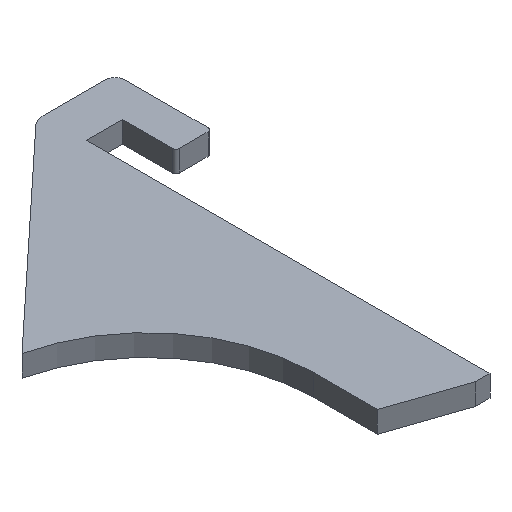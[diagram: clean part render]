
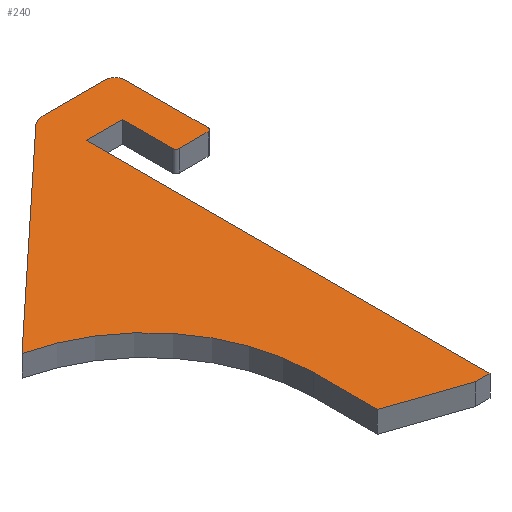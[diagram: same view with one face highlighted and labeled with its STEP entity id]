
A CAD part, isometric view. The second image highlights one B-rep face of the part: STEP entity #240.
In plain terms, the highlighted planar face has unit normal (0, 0, 1).
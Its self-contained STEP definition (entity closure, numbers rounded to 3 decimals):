
#1 = CARTESIAN_POINT ( 'NONE',  ( 91.1, 73., 6. ) ) ;
#8 = DIRECTION ( 'NONE',  ( 0., 0., 1. ) ) ;
#11 = CARTESIAN_POINT ( 'NONE',  ( 10.372, 45.328, 6. ) ) ;
#18 = DIRECTION ( 'NONE',  ( -1., 0., 0. ) ) ;
#22 = ORIENTED_EDGE ( 'NONE', *, *, #283, .T. ) ;
#23 = CARTESIAN_POINT ( 'NONE',  ( 82.1, 73., 6. ) ) ;
#37 = DIRECTION ( 'NONE',  ( 0., 0., -1. ) ) ;
#40 = VERTEX_POINT ( 'NONE', #368 ) ;
#51 = VERTEX_POINT ( 'NONE', #589 ) ;
#55 = ORIENTED_EDGE ( 'NONE', *, *, #349, .T. ) ;
#57 = CARTESIAN_POINT ( 'NONE',  ( 46.5, 0., 6. ) ) ;
#60 = CARTESIAN_POINT ( 'NONE',  ( 67., -25., 6. ) ) ;
#65 = VERTEX_POINT ( 'NONE', #23 ) ;
#66 = DIRECTION ( 'NONE',  ( 1., 0., 0. ) ) ;
#67 = VECTOR ( 'NONE', #160, 1000. ) ;
#69 = CARTESIAN_POINT ( 'NONE',  ( 0., 0., 6. ) ) ;
#79 = EDGE_CURVE ( 'NONE', #89, #405, #254, .T. ) ;
#87 = DIRECTION ( 'NONE',  ( 1., 0., 0. ) ) ;
#89 = VERTEX_POINT ( 'NONE', #556 ) ;
#91 = DIRECTION ( 'NONE',  ( -1., 0., 0. ) ) ;
#97 = PLANE ( 'NONE',  #342 ) ;
#102 = VERTEX_POINT ( 'NONE', #316 ) ;
#114 = EDGE_CURVE ( 'NONE', #150, #578, #281, .T. ) ;
#121 = CARTESIAN_POINT ( 'NONE',  ( 81.1, 88., 6. ) ) ;
#125 = CIRCLE ( 'NONE', #577, 46.5 ) ;
#129 = DIRECTION ( 'NONE',  ( -1., 0., 0. ) ) ;
#130 = CARTESIAN_POINT ( 'NONE',  ( 71., -25., 6. ) ) ;
#144 = VECTOR ( 'NONE', #486, 1000. ) ;
#150 = VERTEX_POINT ( 'NONE', #318 ) ;
#154 = ORIENTED_EDGE ( 'NONE', *, *, #449, .T. ) ;
#160 = DIRECTION ( 'NONE',  ( -0.731, -0.682, 0. ) ) ;
#167 = CARTESIAN_POINT ( 'NONE',  ( 71., -25., 6. ) ) ;
#174 = CARTESIAN_POINT ( 'NONE',  ( 91.1, 97., 6. ) ) ;
#181 = LINE ( 'NONE', #250, #247 ) ;
#182 = DIRECTION ( 'NONE',  ( 0., 0., 1. ) ) ;
#191 = FACE_OUTER_BOUND ( 'NONE', #400, .T. ) ;
#196 = LINE ( 'NONE', #580, #67 ) ;
#206 = CARTESIAN_POINT ( 'NONE',  ( 70.97, 95., 6. ) ) ;
#207 = VERTEX_POINT ( 'NONE', #557 ) ;
#212 = ORIENTED_EDGE ( 'NONE', *, *, #253, .T. ) ;
#213 = CIRCLE ( 'NONE', #488, 5. ) ;
#214 = LINE ( 'NONE', #326, #251 ) ;
#231 = LINE ( 'NONE', #167, #237 ) ;
#237 = VECTOR ( 'NONE', #424, 1000. ) ;
#240 = ADVANCED_FACE ( 'NONE', ( #191 ), #97, .F. ) ;
#242 = CARTESIAN_POINT ( 'NONE',  ( 88.1, 97., 6. ) ) ;
#243 = DIRECTION ( 'NONE',  ( -1., 0., 0. ) ) ;
#247 = VECTOR ( 'NONE', #572, 1000. ) ;
#250 = CARTESIAN_POINT ( 'NONE',  ( 46.5, -18., 6. ) ) ;
#251 = VECTOR ( 'NONE', #87, 1000. ) ;
#253 = EDGE_CURVE ( 'NONE', #579, #207, #552, .T. ) ;
#254 = CIRCLE ( 'NONE', #300, 1. ) ;
#256 = LINE ( 'NONE', #60, #442 ) ;
#257 = AXIS2_PLACEMENT_3D ( 'NONE', #396, #398, #18 ) ;
#260 = ORIENTED_EDGE ( 'NONE', *, *, #382, .T. ) ;
#262 = LINE ( 'NONE', #346, #144 ) ;
#278 = ORIENTED_EDGE ( 'NONE', *, *, #356, .T. ) ;
#280 = DIRECTION ( 'NONE',  ( 0., 1., 0. ) ) ;
#281 = LINE ( 'NONE', #121, #601 ) ;
#283 = EDGE_CURVE ( 'NONE', #591, #381, #196, .T. ) ;
#284 = CARTESIAN_POINT ( 'NONE',  ( 0., 0., 6. ) ) ;
#296 = CARTESIAN_POINT ( 'NONE',  ( 71., 88., 6. ) ) ;
#298 = DIRECTION ( 'NONE',  ( -1., 0., 0. ) ) ;
#300 = AXIS2_PLACEMENT_3D ( 'NONE', #509, #182, #129 ) ;
#307 = ORIENTED_EDGE ( 'NONE', *, *, #407, .T. ) ;
#312 = VECTOR ( 'NONE', #280, 1000. ) ;
#314 = VECTOR ( 'NONE', #582, 1000. ) ;
#315 = EDGE_CURVE ( 'NONE', #40, #591, #213, .T. ) ;
#316 = CARTESIAN_POINT ( 'NONE',  ( 67., -25., 6. ) ) ;
#318 = CARTESIAN_POINT ( 'NONE',  ( 81.1, 88., 6. ) ) ;
#325 = DIRECTION ( 'NONE',  ( 0., 0., -1. ) ) ;
#326 = CARTESIAN_POINT ( 'NONE',  ( 81.1, 73., 6. ) ) ;
#327 = CIRCLE ( 'NONE', #257, 1. ) ;
#338 = CARTESIAN_POINT ( 'NONE',  ( 91.1, 74., 6. ) ) ;
#340 = EDGE_CURVE ( 'NONE', #207, #102, #181, .T. ) ;
#341 = LINE ( 'NONE', #432, #314 ) ;
#342 = AXIS2_PLACEMENT_3D ( 'NONE', #284, #37, #91 ) ;
#346 = CARTESIAN_POINT ( 'NONE',  ( 71., 88., 6. ) ) ;
#349 = EDGE_CURVE ( 'NONE', #380, #150, #262, .T. ) ;
#352 = DIRECTION ( 'NONE',  ( 0., -1., 0. ) ) ;
#356 = EDGE_CURVE ( 'NONE', #532, #51, #435, .T. ) ;
#367 = EDGE_CURVE ( 'NONE', #578, #65, #327, .T. ) ;
#368 = CARTESIAN_POINT ( 'NONE',  ( 70.97, 100., 6. ) ) ;
#374 = AXIS2_PLACEMENT_3D ( 'NONE', #242, #439, #298 ) ;
#380 = VERTEX_POINT ( 'NONE', #296 ) ;
#381 = VERTEX_POINT ( 'NONE', #11 ) ;
#382 = EDGE_CURVE ( 'NONE', #102, #571, #256, .T. ) ;
#389 = ORIENTED_EDGE ( 'NONE', *, *, #453, .T. ) ;
#391 = EDGE_CURVE ( 'NONE', #405, #532, #546, .T. ) ;
#392 = ORIENTED_EDGE ( 'NONE', *, *, #391, .T. ) ;
#396 = CARTESIAN_POINT ( 'NONE',  ( 82.1, 74., 6. ) ) ;
#398 = DIRECTION ( 'NONE',  ( 0., 0., 1. ) ) ;
#400 = EDGE_LOOP ( 'NONE', ( #433, #404, #389, #568, #392, #278, #307, #484, #22, #593, #212, #414, #260, #154, #55 ) ) ;
#404 = ORIENTED_EDGE ( 'NONE', *, *, #367, .T. ) ;
#405 = VERTEX_POINT ( 'NONE', #338 ) ;
#407 = EDGE_CURVE ( 'NONE', #51, #40, #341, .T. ) ;
#414 = ORIENTED_EDGE ( 'NONE', *, *, #340, .T. ) ;
#419 = DIRECTION ( 'NONE',  ( -1., 0., 0. ) ) ;
#424 = DIRECTION ( 'NONE',  ( 0., 1., 0. ) ) ;
#432 = CARTESIAN_POINT ( 'NONE',  ( 91.1, 100., 6. ) ) ;
#433 = ORIENTED_EDGE ( 'NONE', *, *, #114, .T. ) ;
#434 = VECTOR ( 'NONE', #352, 1000. ) ;
#435 = CIRCLE ( 'NONE', #374, 3. ) ;
#439 = DIRECTION ( 'NONE',  ( 0., 0., 1. ) ) ;
#442 = VECTOR ( 'NONE', #66, 1000. ) ;
#444 = EDGE_CURVE ( 'NONE', #381, #579, #125, .T. ) ;
#449 = EDGE_CURVE ( 'NONE', #571, #380, #231, .T. ) ;
#453 = EDGE_CURVE ( 'NONE', #65, #89, #214, .T. ) ;
#459 = CARTESIAN_POINT ( 'NONE',  ( 46.5, 0., 6. ) ) ;
#484 = ORIENTED_EDGE ( 'NONE', *, *, #315, .T. ) ;
#486 = DIRECTION ( 'NONE',  ( 1., 0., 0. ) ) ;
#488 = AXIS2_PLACEMENT_3D ( 'NONE', #206, #8, #243 ) ;
#508 = CARTESIAN_POINT ( 'NONE',  ( 81.1, 74., 6. ) ) ;
#509 = CARTESIAN_POINT ( 'NONE',  ( 90.1, 74., 6. ) ) ;
#532 = VERTEX_POINT ( 'NONE', #174 ) ;
#546 = LINE ( 'NONE', #1, #312 ) ;
#551 = DIRECTION ( 'NONE',  ( 0., -1., 0. ) ) ;
#552 = LINE ( 'NONE', #57, #434 ) ;
#556 = CARTESIAN_POINT ( 'NONE',  ( 90.1, 73., 6. ) ) ;
#557 = CARTESIAN_POINT ( 'NONE',  ( 46.5, -18., 6. ) ) ;
#568 = ORIENTED_EDGE ( 'NONE', *, *, #79, .T. ) ;
#571 = VERTEX_POINT ( 'NONE', #130 ) ;
#572 = DIRECTION ( 'NONE',  ( 0.946, -0.323, 0. ) ) ;
#577 = AXIS2_PLACEMENT_3D ( 'NONE', #69, #325, #419 ) ;
#578 = VERTEX_POINT ( 'NONE', #508 ) ;
#579 = VERTEX_POINT ( 'NONE', #459 ) ;
#580 = CARTESIAN_POINT ( 'NONE',  ( 69., 100., 6. ) ) ;
#582 = DIRECTION ( 'NONE',  ( -1., 0., 0. ) ) ;
#588 = CARTESIAN_POINT ( 'NONE',  ( 67.56, 98.657, 6. ) ) ;
#589 = CARTESIAN_POINT ( 'NONE',  ( 88.1, 100., 6. ) ) ;
#591 = VERTEX_POINT ( 'NONE', #588 ) ;
#593 = ORIENTED_EDGE ( 'NONE', *, *, #444, .T. ) ;
#601 = VECTOR ( 'NONE', #551, 1000. ) ;
